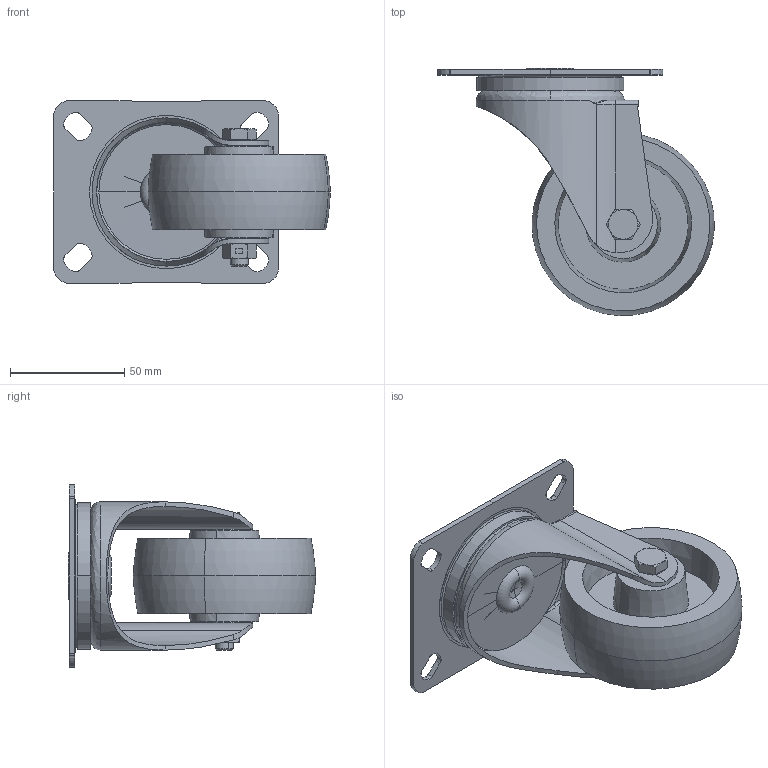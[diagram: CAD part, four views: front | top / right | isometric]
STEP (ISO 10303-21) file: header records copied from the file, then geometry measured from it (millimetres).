
FILE_DESCRIPTION (( 'STEP AP214' ), '1' );
FILE_NAME ('0030244_L-IT-HDK-080-G-3.STEP', '2017-03-02T15:52:07', ( '' ), ( '' ), 'SwSTEP 2.0', 'SolidWorks 2016', '' );
FILE_SCHEMA (( 'AUTOMOTIVE_DESIGN' ));
Length unit declared in the file: millimetre
Products named in the file (1): 0030244_L-IT-HDK-080-G-3
Bounding box: 121.32 x 108.36 x 80 mm (x, y, z)
Surface area: 79186.7 mm2 (no closed solid volume)
Topology: 0 solids, 9 shells, 303 faces, 740 edges, 460 vertices
Faces by surface type: cylinder 93, plane 87, cone 46, torus 46, bspline 31
Entity records: 17094 total; most frequent: CARTESIAN_POINT 6836, ORIENTED_EDGE 1464, DIRECTION 1385, EDGE_CURVE 732, AXIS2_PLACEMENT_3D 569, VERTEX_POINT 460, EDGE_LOOP 340, UNCERTAINTY_MEASURE_WITH_UNIT 313
